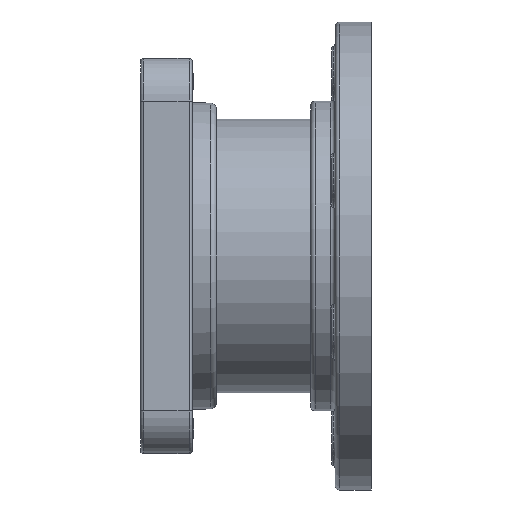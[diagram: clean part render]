
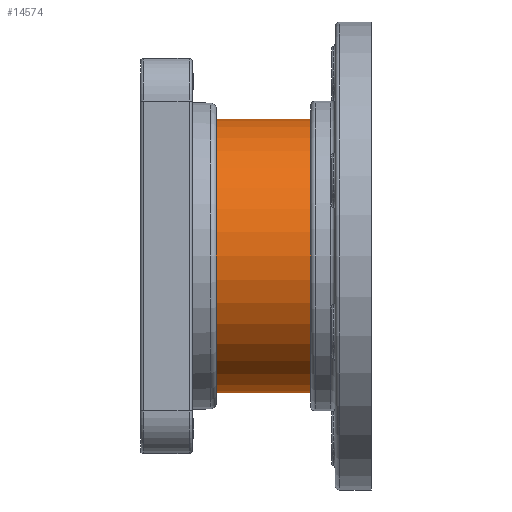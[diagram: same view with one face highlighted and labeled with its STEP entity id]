
A CAD part, left-side view. The second image highlights one B-rep face of the part: STEP entity #14574.
In plain terms, the highlighted cylindrical face has radius 45 mm (diameter 90 mm), a partial arc.
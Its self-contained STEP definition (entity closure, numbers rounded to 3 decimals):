
#2266 = ORIENTED_EDGE ( 'NONE', *, *, #20431, .F. ) ;
#2267 = ORIENTED_EDGE ( 'NONE', *, *, #19980, .F. ) ;
#2268 = ORIENTED_EDGE ( 'NONE', *, *, #20358, .T. ) ;
#2269 = ORIENTED_EDGE ( 'NONE', *, *, #19919, .T. ) ;
#5401 = FACE_OUTER_BOUND ( 'NONE', #14071, .T. ) ;
#5402 = CYLINDRICAL_SURFACE ( 'NONE', #5848, 45. ) ;
#5848 = AXIS2_PLACEMENT_3D ( 'NONE', #6505, #6497, #6496 ) ;
#5963 = AXIS2_PLACEMENT_3D ( 'NONE', #7342, #7358, #7360 ) ;
#5968 = AXIS2_PLACEMENT_3D ( 'NONE', #7711, #7719, #7720 ) ;
#6496 = DIRECTION ( 'NONE',  ( 0., 0., -1. ) ) ;
#6497 = DIRECTION ( 'NONE',  ( 0., -1., 0. ) ) ;
#6505 = CARTESIAN_POINT ( 'NONE',  ( 0., 61., 0. ) ) ;
#7342 = CARTESIAN_POINT ( 'NONE',  ( 0., 10., 0. ) ) ;
#7358 = DIRECTION ( 'NONE',  ( 0., 1., 0. ) ) ;
#7360 = DIRECTION ( 'NONE',  ( 0., 0., 1. ) ) ;
#7711 = CARTESIAN_POINT ( 'NONE',  ( 0., 61., 0. ) ) ;
#7719 = DIRECTION ( 'NONE',  ( 0., 1., 0. ) ) ;
#7720 = DIRECTION ( 'NONE',  ( 0., 0., 1. ) ) ;
#7967 = CIRCLE ( 'NONE', #5963, 45. ) ;
#8080 = CIRCLE ( 'NONE', #5968, 45. ) ;
#8556 = VECTOR ( 'NONE', #10669, 1000. ) ;
#8569 = LINE ( 'NONE', #10662, #8556 ) ;
#8642 = VECTOR ( 'NONE', #10882, 1000. ) ;
#8650 = LINE ( 'NONE', #10876, #8642 ) ;
#10662 = CARTESIAN_POINT ( 'NONE',  ( 0., 61., -45. ) ) ;
#10669 = DIRECTION ( 'NONE',  ( 0., -1., 0. ) ) ;
#10876 = CARTESIAN_POINT ( 'NONE',  ( 0., 61., 45. ) ) ;
#10882 = DIRECTION ( 'NONE',  ( 0., -1., 0. ) ) ;
#12707 = VERTEX_POINT ( 'NONE', #15206 ) ;
#13017 = VERTEX_POINT ( 'NONE', #15398 ) ;
#13172 = VERTEX_POINT ( 'NONE', #15480 ) ;
#13396 = VERTEX_POINT ( 'NONE', #15652 ) ;
#14071 = EDGE_LOOP ( 'NONE', ( #2266, #2267, #2268, #2269 ) ) ;
#14574 = ADVANCED_FACE ( 'NONE', ( #5401 ), #5402, .T. ) ;
#15206 = CARTESIAN_POINT ( 'NONE',  ( 0., 61., -45. ) ) ;
#15398 = CARTESIAN_POINT ( 'NONE',  ( 0., 61., 45. ) ) ;
#15480 = CARTESIAN_POINT ( 'NONE',  ( 0., 10., -45. ) ) ;
#15652 = CARTESIAN_POINT ( 'NONE',  ( 0., 10., 45. ) ) ;
#19919 = EDGE_CURVE ( 'NONE', #13172, #13396, #7967, .T. ) ;
#19980 = EDGE_CURVE ( 'NONE', #12707, #13017, #8080, .T. ) ;
#20358 = EDGE_CURVE ( 'NONE', #12707, #13172, #8569, .T. ) ;
#20431 = EDGE_CURVE ( 'NONE', #13017, #13396, #8650, .T. ) ;
